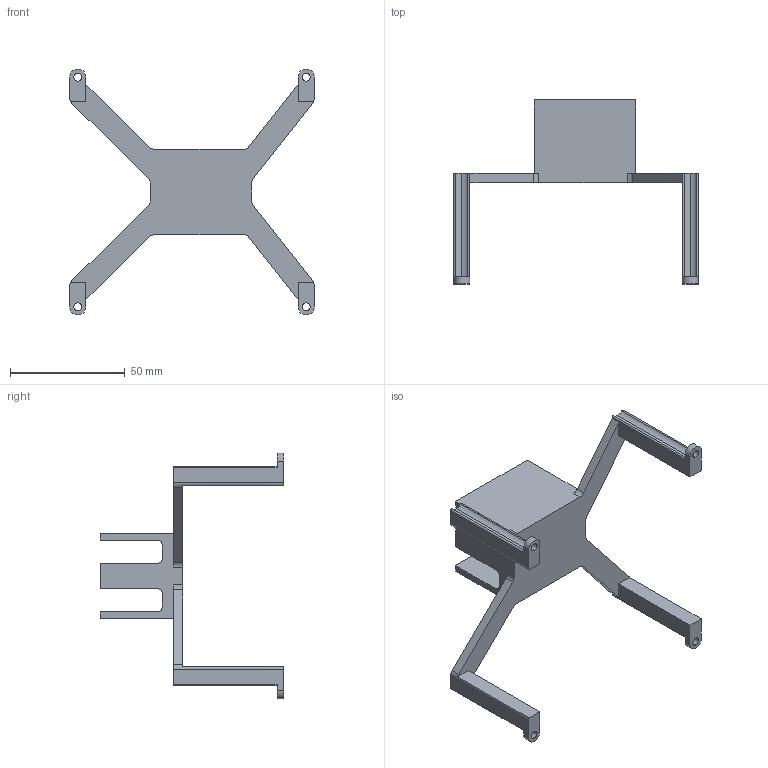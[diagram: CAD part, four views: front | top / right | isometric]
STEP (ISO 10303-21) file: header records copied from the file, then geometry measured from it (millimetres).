
FILE_DESCRIPTION (( 'STEP AP214' ), '1' );
FILE_NAME ('E-Stop Holder.STEP', '2025-08-03T21:09:00', ( '' ), ( '' ), 'SwSTEP 2.0', 'SolidWorks 2024', '' );
FILE_SCHEMA (( 'AUTOMOTIVE_DESIGN' ));
Length unit declared in the file: millimetre
Products named in the file (1): E-Stop Holder
Bounding box: 106.33 x 80 x 107 mm (x, y, z)
Volume: 32172.2 mm3; surface area: 23131 mm2
Topology: 1 solids, 1 shells, 102 faces, 300 edges, 200 vertices
Faces by surface type: plane 54, cylinder 48
Entity records: 3463 total; most frequent: DIRECTION 606, CARTESIAN_POINT 603, ORIENTED_EDGE 600, EDGE_CURVE 300, AXIS2_PLACEMENT_3D 203, VERTEX_POINT 200, LINE 200, VECTOR 200
